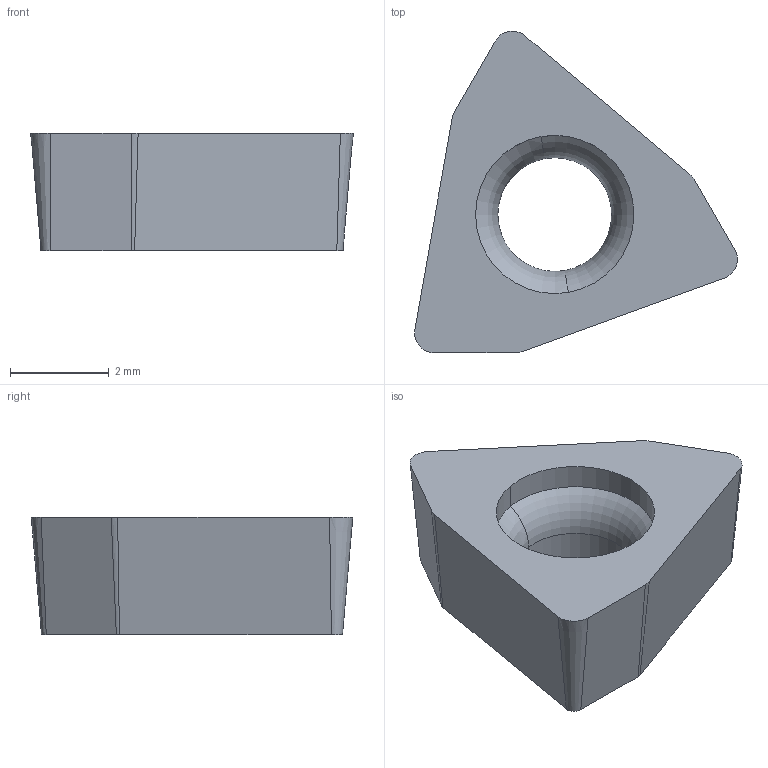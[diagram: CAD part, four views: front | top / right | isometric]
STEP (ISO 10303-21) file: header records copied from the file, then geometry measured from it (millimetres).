
FILE_DESCRIPTION(/* description */ (''),/* implementation_level */ '2;1');
FILE_NAME(/* name */ 'WBL30204L.stp',/* time_stamp */ '2021-11-11T11:51:59+09:00',/* author */ (''),/* organization */ (''),/* preprocessor_version */ 'ST-DEVELOPER v16',/* originating_system */ 'SIEMENS PLM Software NX 10.0',/* authorisation */ '');
FILE_SCHEMA (('AUTOMOTIVE_DESIGN { 1 0 10303 214 3 1 1 1 }'));
Length unit declared in the file: millimetre
Products named in the file (1): WBL30204L
Bounding box: 6.53 x 6.5 x 2.38 mm (x, y, z)
Volume: 45.4 mm3; surface area: 104.7 mm2
Topology: 1 solids, 1 shells, 20 faces, 68 edges, 66 vertices
Faces by surface type: plane 8, cone 6, cylinder 4, torus 2
Entity records: 850 total; most frequent: DIRECTION 150, CARTESIAN_POINT 130, ORIENTED_EDGE 108, AXIS2_PLACEMENT_3D 58, EDGE_CURVE 54, VERTEX_POINT 36, CIRCLE 34, LINE 34
